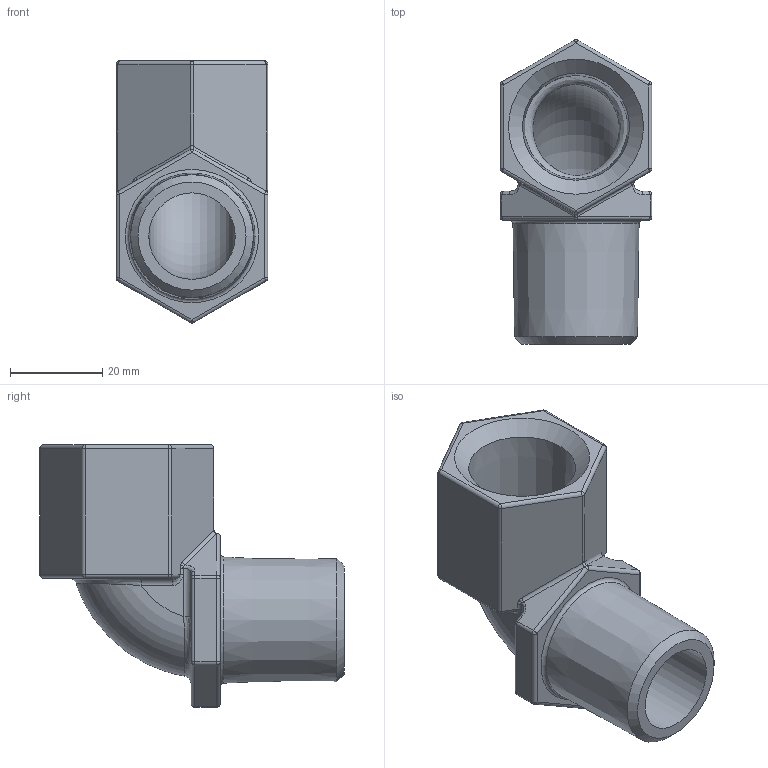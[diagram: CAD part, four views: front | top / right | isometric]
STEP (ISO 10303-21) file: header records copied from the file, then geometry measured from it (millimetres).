
FILE_DESCRIPTION(/* description */ (''),/* implementation_level */ '2;1');
FILE_NAME(/* name */ 'MF-90-2.ipt.stp',/* time_stamp */ '2021-03-17T11:49:31+05:00',/* author */ ('CJM'),/* organization */ (''),/* preprocessor_version */ 'ST-DEVELOPER v18',/* originating_system */ 'Autodesk Inventor 2020',/* authorisation */ '');
FILE_SCHEMA (('AUTOMOTIVE_DESIGN { 1 0 10303 214 3 1 1 }'));
Length unit declared in the file: inch
Products named in the file (1): MF-90-2
Bounding box: 33 x 66.16 x 57.03 mm (x, y, z)
Volume: 30945.4 mm3; surface area: 13655.8 mm2
Topology: 1 solids, 1 shells, 113 faces, 256 edges, 135 vertices
Faces by surface type: cylinder 48, sphere 22, plane 20, bspline 16, cone 4, torus 3
Full cylindrical faces by diameter (mm): 18.796 x1
Entity records: 3745 total; most frequent: CARTESIAN_POINT 1263, DIRECTION 543, ORIENTED_EDGE 490, EDGE_CURVE 245, AXIS2_PLACEMENT_3D 224, VERTEX_POINT 135, EDGE_LOOP 116, FACE_OUTER_BOUND 113
